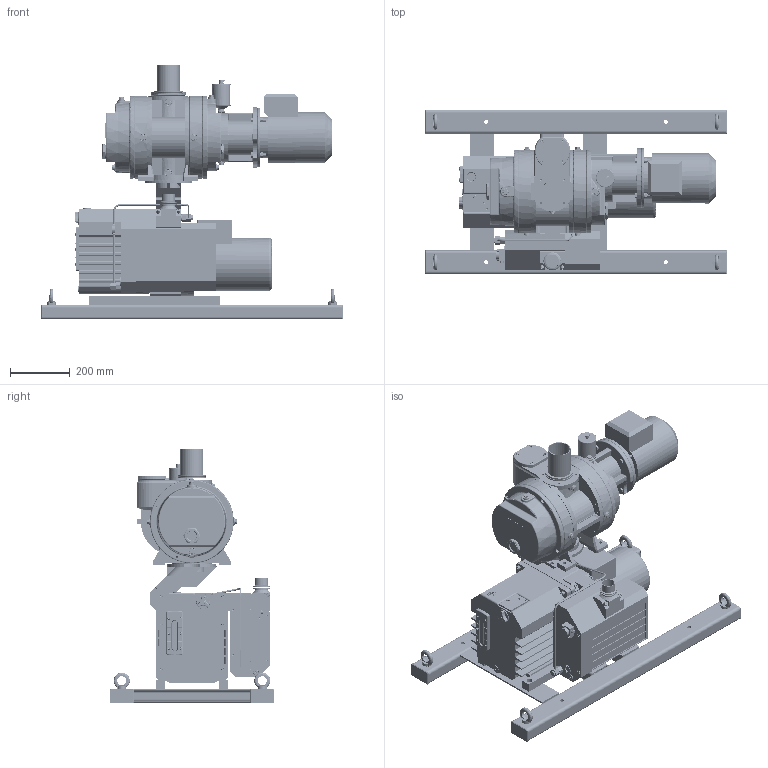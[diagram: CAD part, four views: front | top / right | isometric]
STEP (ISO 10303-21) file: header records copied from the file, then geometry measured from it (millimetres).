
FILE_DESCRIPTION((''),'2;1');
FILE_NAME('PPS22110A.stp','2011-11-21T09:27:05',('WANGORSCH-V'),(''),'Autodesk Inventor 2009','Autodesk Inventor 2009','');
FILE_SCHEMA(('CONFIG_CONTROL_DESIGN'));
Length unit declared in the file: millimetre
Products named in the file (18): PPS22110A; PF310106-X_SY; PP920718_SW; PK223673_SY; PK900460_SW_1; PP028381; PP028381 TEIL2; PK940116; PF121140; PP023933AX; PP023933ax-Profil-80x50x5x1000_1; PP023933ax-Profil-80x50x5x1000_2; PP023933ax-Profil_80x80x5x390; PP023933ax-Winkel; DIN EN 10056-1 L 80x40x8:3_1; DIN EN 10056-1 L 80x40x8:4_1; DIN 580 M12 x 20,5; P0100271
Assembly tree (24 placements, depth 3):
  PPS22110A
    PF310106-X_SY
    PP920718_SW
    PK223673_SY
    PK900460_SW_1
    PP028381  x2
      PP028381 TEIL2
    PK940116
    PF121140
    PP023933AX
      PP023933ax-Profil-80x50x5x1000_1
      PP023933ax-Profil-80x50x5x1000_2
      PP023933ax-Profil_80x80x5x390
      PP023933ax-Winkel
      DIN EN 10056-1 L 80x40x8:3_1
      DIN EN 10056-1 L 80x40x8:4_1
    DIN 580 M12 x 20,5  x4
    P0100271  x4
Bounding box: 1010 x 550 x 852.31 mm (x, y, z)
Volume: 73035056.1 mm3; surface area: 4524999.4 mm2
Topology: 208 solids, 232 shells, 5257 faces, 12763 edges, 8080 vertices
Faces by surface type: plane 2599, cylinder 1148, bspline 978, cone 319, torus 188, sphere 25
Full cylindrical faces by diameter (mm): 1.35 x1, 1.4 x2, 2.8 x2, 3 x2, 4.134 x2, 5 x3, 5.08 x2, 5.8 x3, 6 x10, 6.647 x10, 7 x3, 7.3 x1, 7.8 x1, 8 x33, 8.4 x2, 8.5 x2, 9 x12, 10 x20, 10.5 x4, 10.8 x4, 11 x4, 11.6 x1, 11.8 x1, 12 x8, 12.7 x1, 12.8 x2, 13 x32, 14.63 x4, 14.7 x1, 15 x13
Entity records: 197094 total; most frequent: CARTESIAN_POINT 83230, ORIENTED_EDGE 21714, DIRECTION 21228, EDGE_CURVE 10857, AXIS2_PLACEMENT_3D 7808, VERTEX_POINT 7315, EDGE_LOOP 6536, VECTOR 5612
